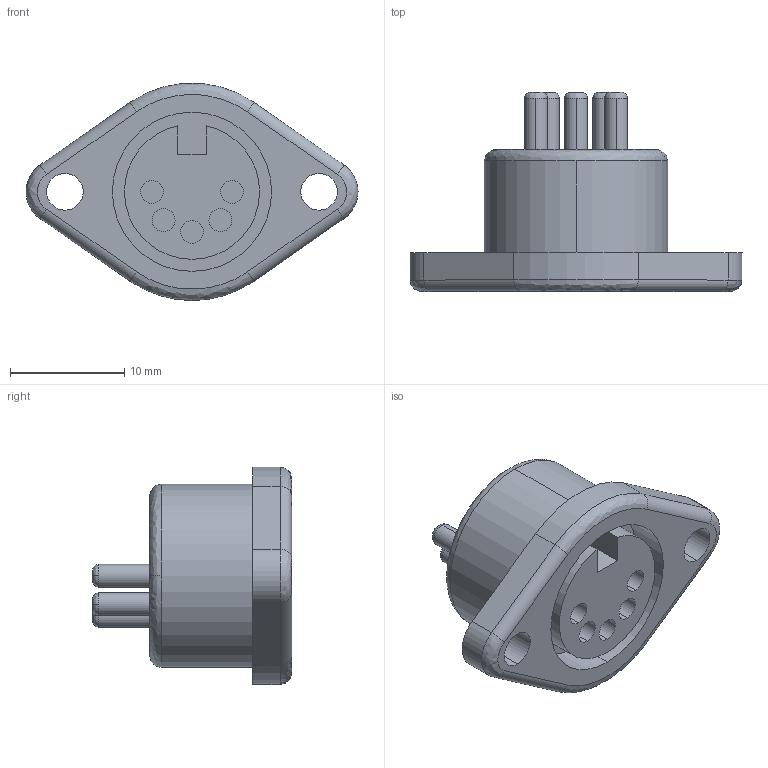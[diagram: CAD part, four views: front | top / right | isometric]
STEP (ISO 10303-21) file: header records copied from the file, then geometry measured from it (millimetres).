
FILE_DESCRIPTION (( 'STEP AP214' ), '1' );
FILE_NAME ('User Library-DIN 41524 ONC-VG socket.STEP', '2021-10-06T19:31:02', ( '' ), ( '' ), 'SwSTEP 2.0', 'SolidWorks 2021', '' );
FILE_SCHEMA (( 'AUTOMOTIVE_DESIGN' ));
Length unit declared in the file: millimetre
Products named in the file (4): Inlet; Fillet002; Fillet; User Library-DIN 41524 ONC-VG socket
Assembly tree (3 placements, depth 2):
  User Library-DIN 41524 ONC-VG socket
    Inlet
    Fillet
    Fillet002
Bounding box: 29 x 17.4 x 18.96 mm (x, y, z)
Volume: 3391.3 mm3; surface area: 2710 mm2
Topology: 3 solids, 3 shells, 73 faces, 178 edges, 116 vertices
Faces by surface type: cylinder 39, plane 18, bspline 16
Entity records: 3417 total; most frequent: CARTESIAN_POINT 719, DIRECTION 390, ORIENTED_EDGE 356, EDGE_CURVE 178, AXIS2_PLACEMENT_3D 165, VERTEX_POINT 116, CIRCLE 102, EDGE_LOOP 94
